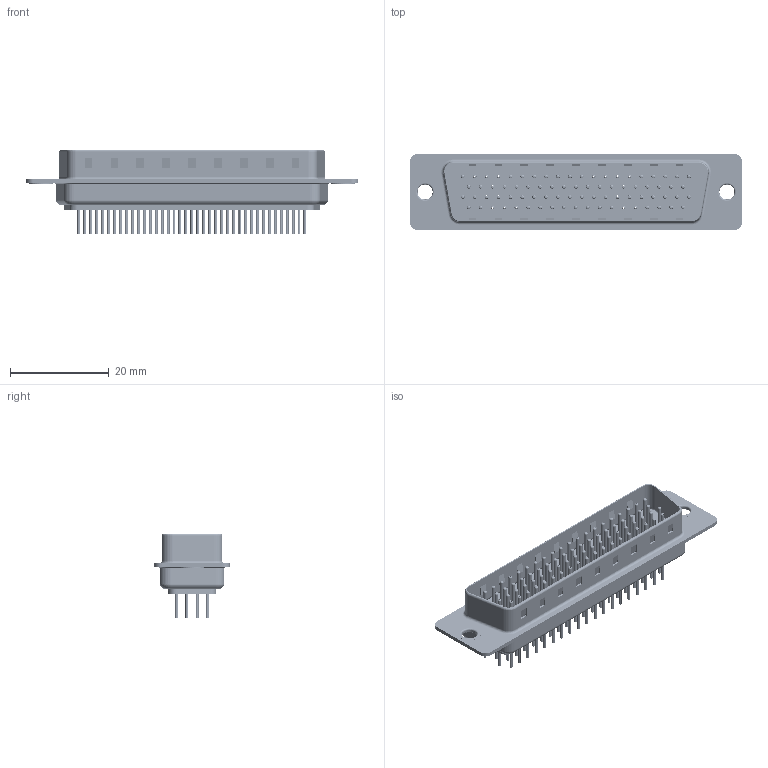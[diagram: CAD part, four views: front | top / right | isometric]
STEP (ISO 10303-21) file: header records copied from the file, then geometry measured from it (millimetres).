
FILE_DESCRIPTION (( 'STEP AP203' ), '1' );
FILE_NAME ('MHHDD-78MNS-A1.STEP', '2025-11-21T19:46:19', ( '' ), ( '' ), 'SwSTEP 2.0', 'SolidWorks 2023', '' );
FILE_SCHEMA (( 'CONFIG_CONTROL_DESIGN' ));
Length unit declared in the file: millimetre
Products named in the file (9): MHHDD Contact Row 1_30; MHHDD Shell Front_78 Contacts; MHHDD Thru Hole Rivet; MHHDD Contact Row 3_30; MHHDD-78MNS-A1; MHHDD Shell Rear_78 Contacts; MHHDD Contact Row 2_30; MHHDD Housing_78 Contacts; MHHDD Contact Row 78_30
Assembly tree (83 placements, depth 2):
  MHHDD-78MNS-A1
    MHHDD Housing_78 Contacts
    MHHDD Shell Front_78 Contacts
    MHHDD Shell Rear_78 Contacts
    MHHDD Contact Row 1_30  x19
    MHHDD Contact Row 2_30  x20
    MHHDD Contact Row 3_30  x19
    MHHDD Contact Row 78_30  x20
    MHHDD Thru Hole Rivet  x2
Bounding box: 67.2 x 15.3 x 17.15 mm (x, y, z)
Volume: 4151.7 mm3; surface area: 15359.5 mm2
Topology: 83 solids, 83 shells, 8186 faces, 21645 edges, 13324 vertices
Faces by surface type: cylinder 3011, torus 2320, plane 2075, cone 780
Entity records: 44853 total; most frequent: CARTESIAN_POINT 7993, DIRECTION 7765, ORIENTED_EDGE 6590, EDGE_CURVE 3295, AXIS2_PLACEMENT_3D 3177, VERTEX_POINT 2118, CIRCLE 1733, EDGE_LOOP 1729
